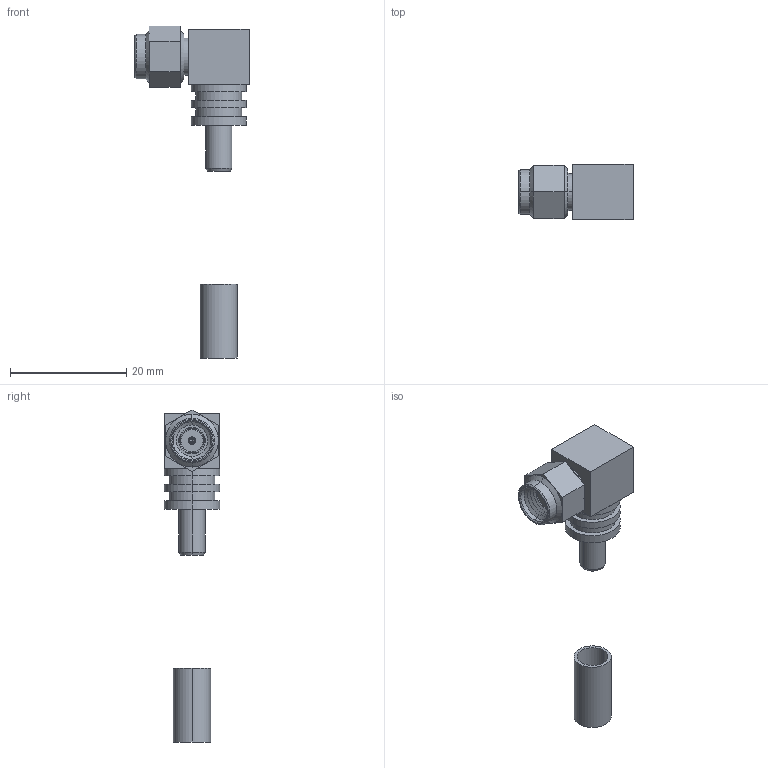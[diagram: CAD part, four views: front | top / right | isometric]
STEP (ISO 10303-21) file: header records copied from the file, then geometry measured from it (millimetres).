
FILE_DESCRIPTION (( 'STEP AP214' ), '1' );
FILE_NAME ('ARSP-1726.STEP', '2012-11-05T21:30:28', ( 'x' ), ( '' ), 'SwSTEP 2.0', 'SolidWorks 2012', '' );
FILE_SCHEMA (( 'AUTOMOTIVE_DESIGN' ));
Length unit declared in the file: inch
Products named in the file (3): ARSP-1726-MA2; ARSP-1726
Assembly tree (2 placements, depth 2):
  ARSP-1726
    ARSP-1726
    ARSP-1726-MA2
Bounding box: 19.68 x 9.5 x 57.2 mm (x, y, z)
Volume: 2021.1 mm3; surface area: 2044.2 mm2
Topology: 2 solids, 2 shells, 105 faces, 218 edges, 131 vertices
Faces by surface type: cone 38, cylinder 36, plane 31
Entity records: 3598 total; most frequent: DIRECTION 546, CARTESIAN_POINT 457, ORIENTED_EDGE 432, AXIS2_PLACEMENT_3D 220, EDGE_CURVE 216, VERTEX_POINT 131, EDGE_LOOP 123, CIRCLE 110
